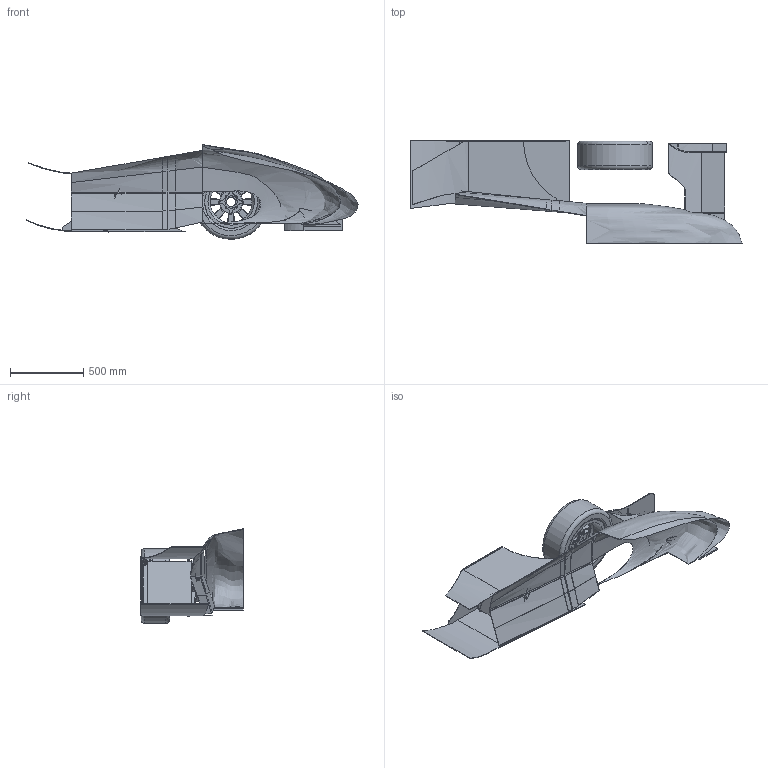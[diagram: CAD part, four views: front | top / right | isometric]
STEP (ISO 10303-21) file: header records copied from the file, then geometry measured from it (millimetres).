
FILE_DESCRIPTION(('CATIA V5 STEP Exchange'),'2;1');
FILE_NAME('2018 radiator analysis.stp','2018-02-05T10:26:29+00:00',('none'),('none'),'CATIA Version 5 Release 17 (IN-10)','CATIA V5 STEP AP203','none');
FILE_SCHEMA(('CONFIG_CONTROL_DESIGN'));
Products named in the file (4): Product1; AssyTsutsui2018; Product9; F-wing
Assembly tree (14 placements, depth 3):
  Product1
    #56
    AssyTsutsui2018
      Product9
      #4094
    #15179
    #16327
    #20949
    #28635
    F-wing
      #39415
      #39788
      #40468
      #41018
    #41415
Bounding box: 2263.07 x 700 x 645.08 mm (x, y, z)
Volume: 18690822 mm3; surface area: 7071484.1 mm2
Topology: 8 solids, 12 shells, 658 faces, 1711 edges, 1134 vertices
Faces by surface type: plane 242, cylinder 229, bspline 95, torus 60, cone 18, sphere 8, extrusion 6
Entity records: 41401 total; most frequent: CARTESIAN_POINT 26708, ORIENTED_EDGE 3290, DIRECTION 2218, EDGE_CURVE 1659, VERTEX_POINT 1035, AXIS2_PLACEMENT_3D 991, VECTOR 797, LINE 791
